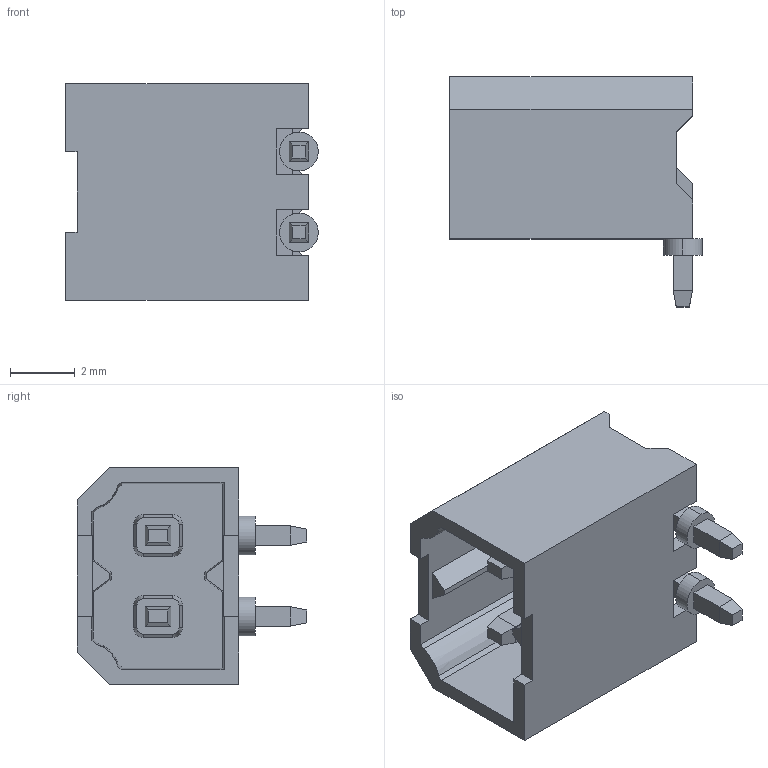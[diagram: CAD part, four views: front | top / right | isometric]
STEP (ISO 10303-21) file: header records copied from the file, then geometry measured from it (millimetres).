
FILE_DESCRIPTION(('SolidDesigner STEP Export'),'2;1');
FILE_NAME('ptsm_0.5-2-hh-2.5-thr.stp','2013-02-26T 8:09:14',(''),(''),'Creo Elements/Direct Modeling STEP processor for AP214 (Solid Model)','Creo Elements/Direct Modeling 18.1 06-May-2012 (C) Parametric Technology GmbH','');
FILE_SCHEMA(('AUTOMOTIVE_DESIGN { 1 0 10303 214 1 1 1 1 }'));
Length unit declared in the file: millimetre
Products named in the file (2): ptsm_0.5-2-hh-2.5-thr
Assembly tree (1 placements, depth 2):
  ptsm_0.5-2-hh-2.5-thr
    ptsm_0.5-2-hh-2.5-thr
Bounding box: 7.8 x 7.1 x 6.7 mm (x, y, z)
Volume: 132.3 mm3; surface area: 374.2 mm2
Topology: 1 solids, 1 shells, 146 faces, 390 edges, 256 vertices
Faces by surface type: plane 132, cone 10, cylinder 4
Entity records: 5509 total; most frequent: CARTESIAN_POINT 802, ORIENTED_EDGE 780, DIRECTION 648, EDGE_CURVE 390, VECTOR 340, LINE 340, VERTEX_POINT 256, EDGE_LOOP 156
